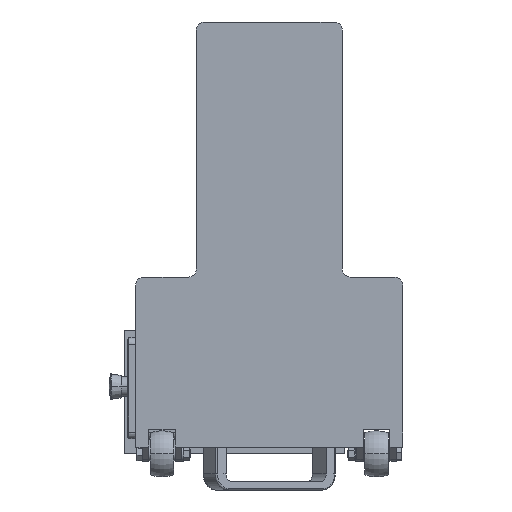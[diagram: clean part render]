
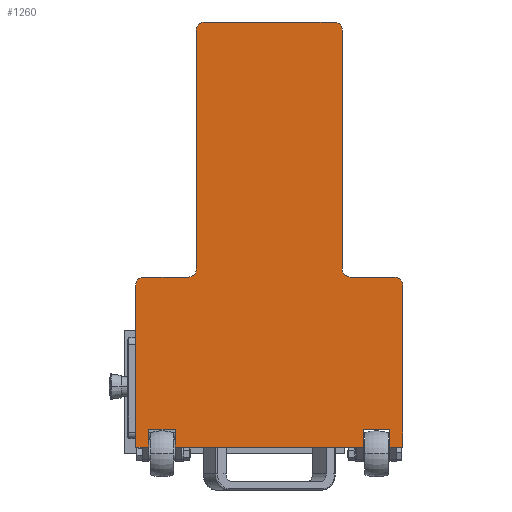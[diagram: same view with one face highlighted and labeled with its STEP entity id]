
A CAD part, front view. The second image highlights one B-rep face of the part: STEP entity #1260.
In plain terms, the highlighted planar face has unit normal (0, -1, 0).
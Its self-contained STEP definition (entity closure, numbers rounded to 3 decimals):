
#1260=ADVANCED_FACE('',(#2781),#2782,.T.);
#2781=FACE_OUTER_BOUND('',#9760,.T.);
#2782=PLANE('',#9761);
#9760=EDGE_LOOP('',(#14654,#14655,#14656,#14657,#14658,#14659,#14660,#14661,#14662,#14663,#14664,#14665,#14666,#14667,#14668,#14669,#14670,#14671,#14672,#14673,#14674,#14675));
#9761=AXIS2_PLACEMENT_3D('',#14676,#14677,#14678);
#14654=ORIENTED_EDGE('',*,*,#18314,.F.);
#14655=ORIENTED_EDGE('',*,*,#18315,.F.);
#14656=ORIENTED_EDGE('',*,*,#18316,.F.);
#14657=ORIENTED_EDGE('',*,*,#18317,.F.);
#14658=ORIENTED_EDGE('',*,*,#18318,.T.);
#14659=ORIENTED_EDGE('',*,*,#18319,.F.);
#14660=ORIENTED_EDGE('',*,*,#18320,.T.);
#14661=ORIENTED_EDGE('',*,*,#18321,.F.);
#14662=ORIENTED_EDGE('',*,*,#18322,.T.);
#14663=ORIENTED_EDGE('',*,*,#18323,.F.);
#14664=ORIENTED_EDGE('',*,*,#18324,.T.);
#14665=ORIENTED_EDGE('',*,*,#18325,.F.);
#14666=ORIENTED_EDGE('',*,*,#18326,.T.);
#14667=ORIENTED_EDGE('',*,*,#18327,.F.);
#14668=ORIENTED_EDGE('',*,*,#18328,.T.);
#14669=ORIENTED_EDGE('',*,*,#18329,.F.);
#14670=ORIENTED_EDGE('',*,*,#18330,.F.);
#14671=ORIENTED_EDGE('',*,*,#18331,.F.);
#14672=ORIENTED_EDGE('',*,*,#18332,.F.);
#14673=ORIENTED_EDGE('',*,*,#18333,.F.);
#14674=ORIENTED_EDGE('',*,*,#18334,.T.);
#14675=ORIENTED_EDGE('',*,*,#18335,.F.);
#14676=CARTESIAN_POINT('',(-90.0,0.0,205.0));
#14677=DIRECTION('',(0.0,-1.0,0.0));
#14678=DIRECTION('',(0.0,0.0,1.0));
#18314=EDGE_CURVE('',#21053,#21054,#21055,.F.);
#18315=EDGE_CURVE('',#21056,#21053,#21057,.F.);
#18316=EDGE_CURVE('',#21058,#21056,#21059,.T.);
#18317=EDGE_CURVE('',#21060,#21058,#21061,.T.);
#18318=EDGE_CURVE('',#21060,#21062,#21063,.T.);
#18319=EDGE_CURVE('',#21064,#21062,#21065,.T.);
#18320=EDGE_CURVE('',#21064,#21066,#21067,.F.);
#18321=EDGE_CURVE('',#21068,#21066,#21069,.T.);
#18322=EDGE_CURVE('',#21068,#21070,#21071,.T.);
#18323=EDGE_CURVE('',#21072,#21070,#21073,.T.);
#18324=EDGE_CURVE('',#21072,#21074,#21075,.T.);
#18325=EDGE_CURVE('',#21076,#21074,#21077,.T.);
#18326=EDGE_CURVE('',#21076,#21078,#21079,.F.);
#18327=EDGE_CURVE('',#21080,#21078,#21081,.T.);
#18328=EDGE_CURVE('',#21080,#21082,#21083,.T.);
#18329=EDGE_CURVE('',#21084,#21082,#21085,.T.);
#18330=EDGE_CURVE('',#21086,#21084,#21087,.T.);
#18331=EDGE_CURVE('',#21088,#21086,#21089,.T.);
#18332=EDGE_CURVE('',#21090,#21088,#21091,.T.);
#18333=EDGE_CURVE('',#21092,#21090,#21093,.F.);
#18334=EDGE_CURVE('',#21092,#21094,#21095,.T.);
#18335=EDGE_CURVE('',#21054,#21094,#21096,.T.);
#21053=VERTEX_POINT('',#25325);
#21054=VERTEX_POINT('',#25326);
#21055=LINE('',#25327,#25328);
#21056=VERTEX_POINT('',#25329);
#21057=LINE('',#25330,#25331);
#21058=VERTEX_POINT('',#25332);
#21059=LINE('',#25333,#25334);
#21060=VERTEX_POINT('',#25335);
#21061=LINE('',#25336,#25337);
#21062=VERTEX_POINT('',#25338);
#21063=CIRCLE('',#25339,10.0);
#21064=VERTEX_POINT('',#25340);
#21065=LINE('',#25341,#25342);
#21066=VERTEX_POINT('',#25343);
#21067=CIRCLE('',#25344,10.0);
#21068=VERTEX_POINT('',#25345);
#21069=LINE('',#25346,#25347);
#21070=VERTEX_POINT('',#25348);
#21071=CIRCLE('',#25349,10.0);
#21072=VERTEX_POINT('',#25350);
#21073=LINE('',#25351,#25352);
#21074=VERTEX_POINT('',#25353);
#21075=CIRCLE('',#25354,10.0);
#21076=VERTEX_POINT('',#25355);
#21077=LINE('',#25356,#25357);
#21078=VERTEX_POINT('',#25358);
#21079=CIRCLE('',#25359,10.0);
#21080=VERTEX_POINT('',#25360);
#21081=LINE('',#25361,#25362);
#21082=VERTEX_POINT('',#25363);
#21083=CIRCLE('',#25364,10.0);
#21084=VERTEX_POINT('',#25365);
#21085=LINE('',#25366,#25367);
#21086=VERTEX_POINT('',#25368);
#21087=LINE('',#25369,#25370);
#21088=VERTEX_POINT('',#25371);
#21089=LINE('',#25372,#25373);
#21090=VERTEX_POINT('',#25374);
#21091=LINE('',#25375,#25376);
#21092=VERTEX_POINT('',#25377);
#21093=LINE('',#25378,#25379);
#21094=VERTEX_POINT('',#25380);
#21095=LINE('',#25381,#25382);
#21096=LINE('',#25383,#25384);
#25325=CARTESIAN_POINT('',(149.0,0.0,17.0));
#25326=CARTESIAN_POINT('',(116.0,0.0,17.0));
#25327=CARTESIAN_POINT('',(29.25,0.0,17.0));
#25328=VECTOR('',#28597,1.0);
#25329=CARTESIAN_POINT('',(149.0,0.0,-5.0));
#25330=CARTESIAN_POINT('',(149.0,0.0,95.808));
#25331=VECTOR('',#28598,1.0);
#25332=CARTESIAN_POINT('',(165.0,0.0,-5.0));
#25333=CARTESIAN_POINT('',(-127.5,0.0,-5.0));
#25334=VECTOR('',#28599,1.0);
#25335=CARTESIAN_POINT('',(165.0,0.0,195.0));
#25336=CARTESIAN_POINT('',(165.0,0.0,205.0));
#25337=VECTOR('',#28600,1.0);
#25338=CARTESIAN_POINT('',(155.0,0.0,205.0));
#25339=AXIS2_PLACEMENT_3D('',#28601,#28602,#28603);
#25340=CARTESIAN_POINT('',(100.0,0.0,205.0));
#25341=CARTESIAN_POINT('',(0.0,0.0,205.0));
#25342=VECTOR('',#28604,1.0);
#25343=CARTESIAN_POINT('',(90.0,0.0,215.0));
#25344=AXIS2_PLACEMENT_3D('',#28605,#28606,#28607);
#25345=CARTESIAN_POINT('',(90.0,0.0,510.0));
#25346=CARTESIAN_POINT('',(90.0,0.0,362.5));
#25347=VECTOR('',#28608,1.0);
#25348=CARTESIAN_POINT('',(80.0,0.0,520.0));
#25349=AXIS2_PLACEMENT_3D('',#28609,#28610,#28611);
#25350=CARTESIAN_POINT('',(-80.0,0.0,520.0));
#25351=CARTESIAN_POINT('',(-90.0,0.0,520.0));
#25352=VECTOR('',#28612,1.0);
#25353=CARTESIAN_POINT('',(-90.0,0.0,510.0));
#25354=AXIS2_PLACEMENT_3D('',#28613,#28614,#28615);
#25355=CARTESIAN_POINT('',(-90.0,0.0,215.0));
#25356=CARTESIAN_POINT('',(-90.0,0.0,362.5));
#25357=VECTOR('',#28616,1.0);
#25358=CARTESIAN_POINT('',(-100.0,0.0,205.0));
#25359=AXIS2_PLACEMENT_3D('',#28617,#28618,#28619);
#25360=CARTESIAN_POINT('',(-155.0,0.0,205.0));
#25361=CARTESIAN_POINT('',(-127.5,0.0,205.0));
#25362=VECTOR('',#28620,1.0);
#25363=CARTESIAN_POINT('',(-165.0,0.0,195.0));
#25364=AXIS2_PLACEMENT_3D('',#28621,#28622,#28623);
#25365=CARTESIAN_POINT('',(-165.0,0.0,-5.0));
#25366=CARTESIAN_POINT('',(-165.0,0.0,205.0));
#25367=VECTOR('',#28624,1.0);
#25368=CARTESIAN_POINT('',(-149.0,0.0,-5.0));
#25369=CARTESIAN_POINT('',(-127.5,0.0,-5.0));
#25370=VECTOR('',#28625,1.0);
#25371=CARTESIAN_POINT('',(-149.0,0.0,17.0));
#25372=CARTESIAN_POINT('',(-149.0,0.0,95.808));
#25373=VECTOR('',#28626,1.0);
#25374=CARTESIAN_POINT('',(-116.0,0.0,17.0));
#25375=CARTESIAN_POINT('',(-119.25,0.0,17.0));
#25376=VECTOR('',#28627,1.0);
#25377=CARTESIAN_POINT('',(-116.0,0.0,-5.0));
#25378=CARTESIAN_POINT('',(-116.0,0.0,95.808));
#25379=VECTOR('',#28628,1.0);
#25380=CARTESIAN_POINT('',(116.0,0.0,-5.0));
#25381=CARTESIAN_POINT('',(-127.5,0.0,-5.0));
#25382=VECTOR('',#28629,1.0);
#25383=CARTESIAN_POINT('',(116.0,0.0,95.808));
#25384=VECTOR('',#28630,1.0);
#28597=DIRECTION('',(1.0,0.0,0.0));
#28598=DIRECTION('',(0.0,0.0,-1.0));
#28599=DIRECTION('',(-1.0,-0.0,0.0));
#28600=DIRECTION('',(0.0,0.0,-1.0));
#28601=CARTESIAN_POINT('',(155.0,0.0,195.0));
#28602=DIRECTION('',(0.0,-1.0,0.0));
#28603=DIRECTION('',(-1.0,0.0,0.0));
#28604=DIRECTION('',(1.0,0.0,0.0));
#28605=CARTESIAN_POINT('',(100.0,0.0,215.0));
#28606=DIRECTION('',(0.0,-1.0,0.0));
#28607=DIRECTION('',(1.0,0.0,0.0));
#28608=DIRECTION('',(0.0,0.0,-1.0));
#28609=CARTESIAN_POINT('',(80.0,0.0,510.0));
#28610=DIRECTION('',(0.0,-1.0,0.0));
#28611=DIRECTION('',(-1.0,0.0,0.0));
#28612=DIRECTION('',(1.0,0.0,0.0));
#28613=CARTESIAN_POINT('',(-80.0,0.0,510.0));
#28614=DIRECTION('',(0.0,-1.0,0.0));
#28615=DIRECTION('',(-1.0,0.0,0.0));
#28616=DIRECTION('',(0.0,0.0,1.0));
#28617=CARTESIAN_POINT('',(-100.0,0.0,215.0));
#28618=DIRECTION('',(0.0,-1.0,0.0));
#28619=DIRECTION('',(1.0,0.0,0.0));
#28620=DIRECTION('',(1.0,0.0,0.0));
#28621=CARTESIAN_POINT('',(-155.0,0.0,195.0));
#28622=DIRECTION('',(0.0,-1.0,0.0));
#28623=DIRECTION('',(-1.0,0.0,0.0));
#28624=DIRECTION('',(0.0,0.0,1.0));
#28625=DIRECTION('',(-1.0,-0.0,0.0));
#28626=DIRECTION('',(0.0,0.0,-1.0));
#28627=DIRECTION('',(-1.0,-0.0,0.0));
#28628=DIRECTION('',(0.0,0.0,-1.0));
#28629=DIRECTION('',(1.0,0.0,0.0));
#28630=DIRECTION('',(0.0,0.0,-1.0));
